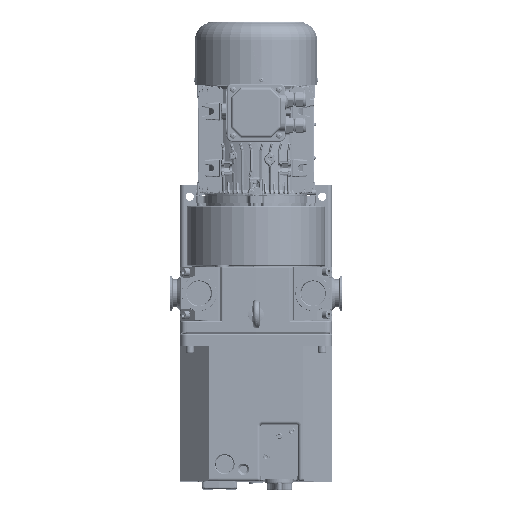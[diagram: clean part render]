
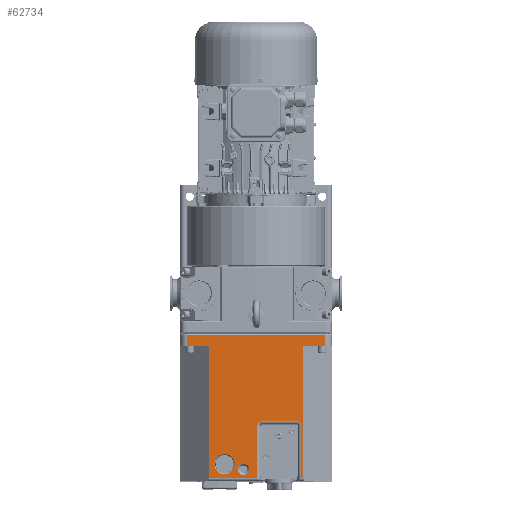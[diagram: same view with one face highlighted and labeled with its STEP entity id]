
A CAD part, top view. The second image highlights one B-rep face of the part: STEP entity #62734.
In plain terms, the highlighted planar face has unit normal (0, 0, 1).
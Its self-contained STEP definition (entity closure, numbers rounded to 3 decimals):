
#40177=LINE('',#489469,#50866);
#40263=LINE('',#489637,#50952);
#40341=LINE('',#490002,#51030);
#40343=LINE('',#490007,#51032);
#40470=LINE('',#490484,#51159);
#40475=LINE('',#490517,#51164);
#40476=LINE('',#490528,#51165);
#40480=LINE('',#490553,#51169);
#40481=LINE('',#490555,#51170);
#40483=LINE('',#490606,#51172);
#40534=LINE('',#490939,#51223);
#40535=LINE('',#490941,#51224);
#50866=VECTOR('',#232456,1.);
#50952=VECTOR('',#232584,1.);
#51030=VECTOR('',#232904,1.);
#51032=VECTOR('',#232910,1.);
#51159=VECTOR('',#233389,1.);
#51164=VECTOR('',#233400,1.);
#51165=VECTOR('',#233403,1.);
#51169=VECTOR('',#233421,1.);
#51170=VECTOR('',#233424,1.);
#51172=VECTOR('',#233436,1.);
#51223=VECTOR('',#233591,1.);
#51224=VECTOR('',#233592,1.);
#62734=ADVANCED_FACE('',(#69389,#69390,#69391),#67059,.T.);
#67059=PLANE('',#197399);
#69389=FACE_BOUND('',#80548,.T.);
#69390=FACE_BOUND('',#80549,.T.);
#69391=FACE_BOUND('',#80550,.T.);
#80548=EDGE_LOOP('',(#128803));
#80549=EDGE_LOOP('',(#128804));
#80550=EDGE_LOOP('',(#128805,#128806,#128807,#128808,#128809,#128810,#128811,
#128812,#128813,#128814,#128815,#128816,#128817,#128818));
#128803=ORIENTED_EDGE('',*,*,#175512,.T.);
#128804=ORIENTED_EDGE('',*,*,#175878,.T.);
#128805=ORIENTED_EDGE('',*,*,#175879,.F.);
#128806=ORIENTED_EDGE('',*,*,#175548,.F.);
#128807=ORIENTED_EDGE('',*,*,#175317,.F.);
#128808=ORIENTED_EDGE('',*,*,#175764,.F.);
#128809=ORIENTED_EDGE('',*,*,#175772,.F.);
#128810=ORIENTED_EDGE('',*,*,#175784,.F.);
#128811=ORIENTED_EDGE('',*,*,#175788,.F.);
#128812=ORIENTED_EDGE('',*,*,#175785,.F.);
#128813=ORIENTED_EDGE('',*,*,#175778,.F.);
#128814=ORIENTED_EDGE('',*,*,#175774,.F.);
#128815=ORIENTED_EDGE('',*,*,#175791,.F.);
#128816=ORIENTED_EDGE('',*,*,#175405,.T.);
#128817=ORIENTED_EDGE('',*,*,#175545,.F.);
#128818=ORIENTED_EDGE('',*,*,#175880,.F.);
#150026=VERTEX_POINT('',#489466);
#150027=VERTEX_POINT('',#489468);
#150088=VERTEX_POINT('',#489636);
#150089=VERTEX_POINT('',#489638);
#150166=VERTEX_POINT('',#489865);
#150199=VERTEX_POINT('',#490000);
#150201=VERTEX_POINT('',#490006);
#150308=VERTEX_POINT('',#490483);
#150313=VERTEX_POINT('',#490516);
#150314=VERTEX_POINT('',#490526);
#150316=VERTEX_POINT('',#490529);
#150319=VERTEX_POINT('',#490537);
#150322=VERTEX_POINT('',#490552);
#150323=VERTEX_POINT('',#490556);
#150364=VERTEX_POINT('',#490938);
#150365=VERTEX_POINT('',#490940);
#175317=EDGE_CURVE('',#150027,#150026,#40177,.T.);
#175405=EDGE_CURVE('',#150089,#150088,#40263,.T.);
#175512=EDGE_CURVE('',#150166,#150166,#183913,.T.);
#175545=EDGE_CURVE('',#150199,#150088,#40341,.T.);
#175548=EDGE_CURVE('',#150026,#150201,#40343,.T.);
#175764=EDGE_CURVE('',#150308,#150027,#40470,.T.);
#175772=EDGE_CURVE('',#150313,#150308,#40475,.T.);
#175774=EDGE_CURVE('',#150314,#150316,#40476,.T.);
#175778=EDGE_CURVE('',#150316,#150319,#184009,.T.);
#175784=EDGE_CURVE('',#150322,#150313,#40480,.T.);
#175785=EDGE_CURVE('',#150319,#150323,#40481,.T.);
#175788=EDGE_CURVE('',#150323,#150322,#184014,.T.);
#175791=EDGE_CURVE('',#150089,#150314,#40483,.T.);
#175878=EDGE_CURVE('',#150364,#150364,#184045,.T.);
#175879=EDGE_CURVE('',#150201,#150365,#40534,.T.);
#175880=EDGE_CURVE('',#150365,#150199,#40535,.T.);
#183913=CIRCLE('',#197116,16.);
#184009=CIRCLE('',#197336,7.5);
#184014=CIRCLE('',#197344,7.5);
#184045=CIRCLE('',#197398,9.);
#197116=AXIS2_PLACEMENT_3D('',#489864,#232819,#232820);
#197336=AXIS2_PLACEMENT_3D('',#490536,#233410,#233411);
#197344=AXIS2_PLACEMENT_3D('',#490561,#233430,#233431);
#197398=AXIS2_PLACEMENT_3D('',#490937,#233589,#233590);
#197399=AXIS2_PLACEMENT_3D('',#490942,#233593,#233594);
#232456=DIRECTION('',(-1.,0.,0.));
#232584=DIRECTION('',(0.,1.,0.));
#232819=DIRECTION('',(0.,0.,-1.));
#232820=DIRECTION('',(-1.,0.,0.));
#232904=DIRECTION('',(-1.,0.,0.));
#232910=DIRECTION('',(0.,1.,0.));
#233389=DIRECTION('',(0.,1.,0.));
#233400=DIRECTION('',(-1.,0.,0.));
#233403=DIRECTION('',(0.,1.,0.));
#233410=DIRECTION('',(0.,0.,1.));
#233411=DIRECTION('',(0.707,0.707,0.));
#233421=DIRECTION('',(0.,-1.,0.));
#233424=DIRECTION('',(-1.,0.,0.));
#233430=DIRECTION('',(0.,0.,1.));
#233431=DIRECTION('',(-0.707,0.707,0.));
#233436=DIRECTION('',(-1.,0.,0.));
#233589=DIRECTION('',(0.,0.,-1.));
#233590=DIRECTION('',(-1.,0.,0.));
#233591=DIRECTION('',(1.,0.,0.));
#233592=DIRECTION('',(0.,-1.,0.));
#233593=DIRECTION('',(0.,0.,1.));
#233594=DIRECTION('',(0.,1.,0.));
#489466=CARTESIAN_POINT('',(-110.,-74.,145.));
#489468=CARTESIAN_POINT('',(-75.,-74.,145.));
#489469=CARTESIAN_POINT('',(-75.,-74.,145.));
#489636=CARTESIAN_POINT('',(75.,-74.,145.));
#489637=CARTESIAN_POINT('',(75.,-283.,145.));
#489638=CARTESIAN_POINT('',(75.,-283.,145.));
#489864=CARTESIAN_POINT('',(-50.,-261.,145.));
#489865=CARTESIAN_POINT('',(-66.,-261.,145.));
#490000=CARTESIAN_POINT('',(110.,-74.,145.));
#490002=CARTESIAN_POINT('',(110.,-74.,145.));
#490006=CARTESIAN_POINT('',(-110.,-56.009,145.));
#490007=CARTESIAN_POINT('',(-110.,-74.,145.));
#490483=CARTESIAN_POINT('',(-75.,-283.,145.));
#490484=CARTESIAN_POINT('',(-75.,-283.,145.));
#490516=CARTESIAN_POINT('',(2.,-283.,145.));
#490517=CARTESIAN_POINT('',(2.,-283.,145.));
#490526=CARTESIAN_POINT('',(72.,-283.,145.));
#490528=CARTESIAN_POINT('',(72.,-283.,145.));
#490529=CARTESIAN_POINT('',(72.,-200.5,145.));
#490536=CARTESIAN_POINT('',(64.5,-200.5,145.));
#490537=CARTESIAN_POINT('',(64.5,-193.,145.));
#490552=CARTESIAN_POINT('',(2.,-200.5,145.));
#490553=CARTESIAN_POINT('',(2.,-200.5,145.));
#490555=CARTESIAN_POINT('',(64.5,-193.,145.));
#490556=CARTESIAN_POINT('',(9.5,-193.,145.));
#490561=CARTESIAN_POINT('',(9.5,-200.5,145.));
#490606=CARTESIAN_POINT('',(75.,-283.,145.));
#490937=CARTESIAN_POINT('',(-20.,-269.,145.));
#490938=CARTESIAN_POINT('',(-29.,-269.,145.));
#490939=CARTESIAN_POINT('',(-110.,-56.009,145.));
#490940=CARTESIAN_POINT('',(110.,-56.009,145.));
#490941=CARTESIAN_POINT('',(110.,-56.009,145.));
#490942=CARTESIAN_POINT('',(-120.,-54.,145.));
